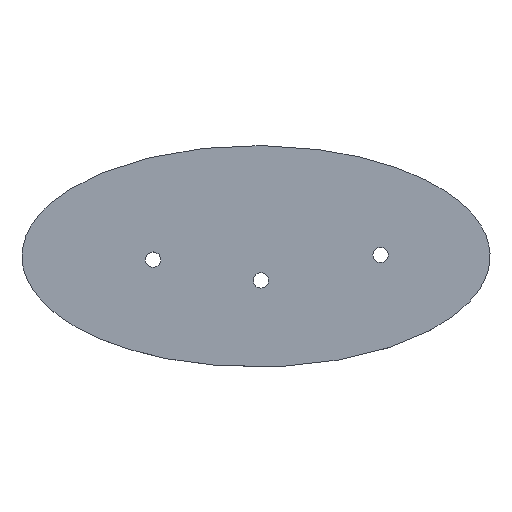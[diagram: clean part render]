
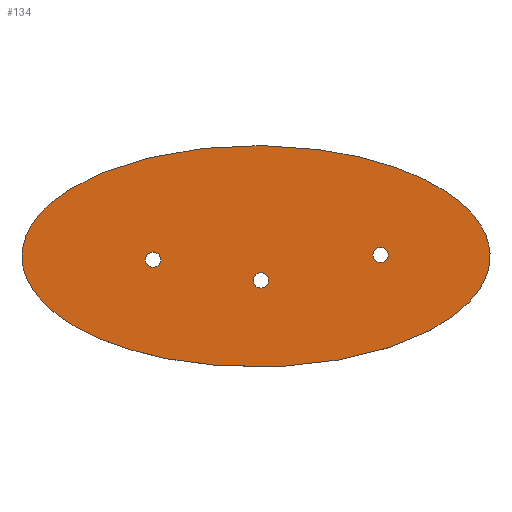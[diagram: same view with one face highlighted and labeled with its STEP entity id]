
A CAD part, top view. The second image highlights one B-rep face of the part: STEP entity #134.
In plain terms, the highlighted planar face has unit normal (0, 0, 1).
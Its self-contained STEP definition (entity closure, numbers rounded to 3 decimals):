
#15=ELLIPSE('',#160,42.411,20.076);
#21=FACE_BOUND('',#49,.T.);
#22=FACE_BOUND('',#50,.T.);
#23=FACE_BOUND('',#51,.T.);
#26=PLANE('',#162);
#37=FACE_OUTER_BOUND('',#48,.T.);
#48=EDGE_LOOP('',(#119));
#49=EDGE_LOOP('',(#120));
#50=EDGE_LOOP('',(#121));
#51=EDGE_LOOP('',(#122));
#65=CIRCLE('',#152,1.4);
#67=CIRCLE('',#155,1.4);
#69=CIRCLE('',#158,1.4);
#71=VERTEX_POINT('',#203);
#73=VERTEX_POINT('',#209);
#75=VERTEX_POINT('',#215);
#78=VERTEX_POINT('',#892);
#82=EDGE_CURVE('',#71,#71,#65,.T.);
#85=EDGE_CURVE('',#73,#73,#67,.T.);
#88=EDGE_CURVE('',#75,#75,#69,.T.);
#92=EDGE_CURVE('',#78,#78,#15,.T.);
#119=ORIENTED_EDGE('',*,*,#92,.T.);
#120=ORIENTED_EDGE('',*,*,#82,.T.);
#121=ORIENTED_EDGE('',*,*,#85,.T.);
#122=ORIENTED_EDGE('',*,*,#88,.T.);
#134=ADVANCED_FACE('',(#37,#21,#22,#23),#26,.T.);
#152=AXIS2_PLACEMENT_3D('',#205,#171,#172);
#155=AXIS2_PLACEMENT_3D('',#211,#178,#179);
#158=AXIS2_PLACEMENT_3D('',#217,#185,#186);
#160=AXIS2_PLACEMENT_3D('',#893,#190,#191);
#162=AXIS2_PLACEMENT_3D('',#897,#195,#196);
#171=DIRECTION('center_axis',(0.,0.,
-1.));
#172=DIRECTION('ref_axis',(1.,0.,0.));
#178=DIRECTION('center_axis',(0.,0.,
-1.));
#179=DIRECTION('ref_axis',(1.,0.,0.));
#185=DIRECTION('center_axis',(0.,0.,
-1.));
#186=DIRECTION('ref_axis',(1.,0.,0.));
#190=DIRECTION('center_axis',(0.,0.,
1.));
#191=DIRECTION('ref_axis',(1.,0.,0.));
#195=DIRECTION('center_axis',(0.,0.,
1.));
#196=DIRECTION('ref_axis',(-1.,0.,0.));
#203=CARTESIAN_POINT('',(-21.65,34.011,-1.507));
#205=CARTESIAN_POINT('Origin',(-20.25,34.011,-1.507));
#209=CARTESIAN_POINT('',(-2.116,30.267,-1.507));
#211=CARTESIAN_POINT('Origin',(-0.716,30.267,-1.507));
#215=CARTESIAN_POINT('',(19.575,34.868,-1.507));
#217=CARTESIAN_POINT('Origin',(20.975,34.868,-1.507));
#892=CARTESIAN_POINT('',(-44.01,34.62,-1.507));
#893=CARTESIAN_POINT('Origin',(-1.599,34.62,-1.507));
#897=CARTESIAN_POINT('Origin',(-1.599,34.62,-1.507));
